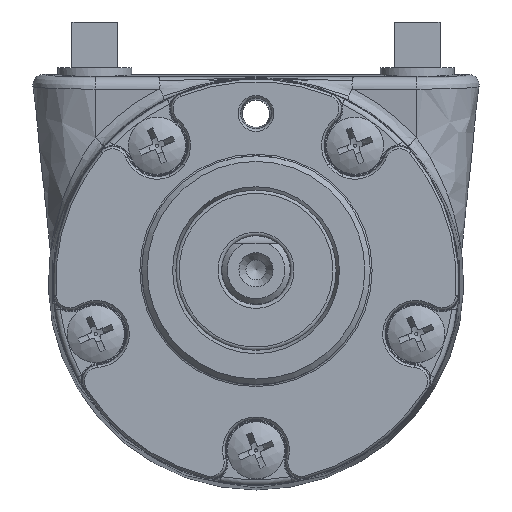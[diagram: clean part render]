
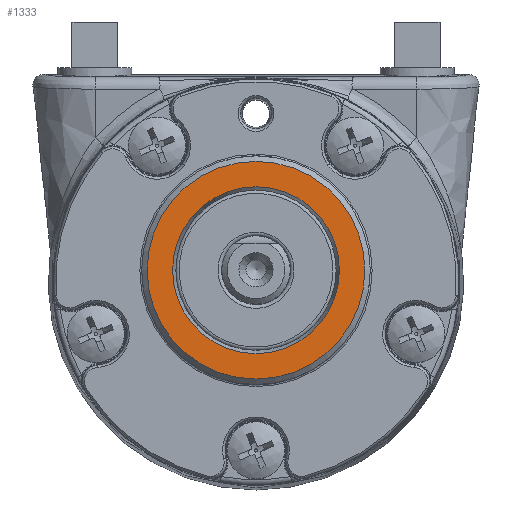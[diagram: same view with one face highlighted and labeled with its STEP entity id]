
A CAD part, top view. The second image highlights one B-rep face of the part: STEP entity #1333.
In plain terms, the highlighted planar face has unit normal (0, 0, 1).
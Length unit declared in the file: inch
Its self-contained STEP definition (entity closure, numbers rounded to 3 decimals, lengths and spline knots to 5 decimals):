
#212 = CIRCLE ( 'NONE', #2336, 0.45565 ) ;
#432 = AXIS2_PLACEMENT_3D ( 'NONE', #17355, #25439, #19767 ) ;
#1333 = ADVANCED_FACE ( 'NONE', ( #21403, #9087 ), #23807, .F. ) ;
#2336 = AXIS2_PLACEMENT_3D ( 'NONE', #6837, #2619, #16729 ) ;
#2619 = DIRECTION ( 'NONE',  ( 0., 0., 1. ) ) ;
#4573 = CARTESIAN_POINT ( 'NONE',  ( -0.45565, 0.063, 0.935 ) ) ;
#6837 = CARTESIAN_POINT ( 'NONE',  ( 0., 0.063, 0.935 ) ) ;
#7952 = EDGE_CURVE ( 'NONE', #9723, #9723, #26243, .T. ) ;
#9087 = FACE_BOUND ( 'NONE', #11818, .T. ) ;
#9583 = DIRECTION ( 'NONE',  ( 0., 0., 1. ) ) ;
#9709 = CARTESIAN_POINT ( 'NONE',  ( 0., 0.063, 0.935 ) ) ;
#9723 = VERTEX_POINT ( 'NONE', #22172 ) ;
#11641 = ORIENTED_EDGE ( 'NONE', *, *, #24888, .F. ) ;
#11818 = EDGE_LOOP ( 'NONE', ( #11641 ) ) ;
#16729 = DIRECTION ( 'NONE',  ( -1., 0., 0. ) ) ;
#17355 = CARTESIAN_POINT ( 'NONE',  ( -1.11169, -1.02675, 0.935 ) ) ;
#17852 = DIRECTION ( 'NONE',  ( -1., 0., 0. ) ) ;
#18954 = VERTEX_POINT ( 'NONE', #4573 ) ;
#19767 = DIRECTION ( 'NONE',  ( -1., 0., 0. ) ) ;
#21403 = FACE_OUTER_BOUND ( 'NONE', #25374, .T. ) ;
#21944 = AXIS2_PLACEMENT_3D ( 'NONE', #9709, #9583, #17852 ) ;
#22147 = ORIENTED_EDGE ( 'NONE', *, *, #7952, .T. ) ;
#22172 = CARTESIAN_POINT ( 'NONE',  ( -0.59445, 0.063, 0.935 ) ) ;
#23807 = PLANE ( 'NONE',  #432 ) ;
#24888 = EDGE_CURVE ( 'NONE', #18954, #18954, #212, .T. ) ;
#25374 = EDGE_LOOP ( 'NONE', ( #22147 ) ) ;
#25439 = DIRECTION ( 'NONE',  ( 0., 0., -1. ) ) ;
#26243 = CIRCLE ( 'NONE', #21944, 0.59445 ) ;
